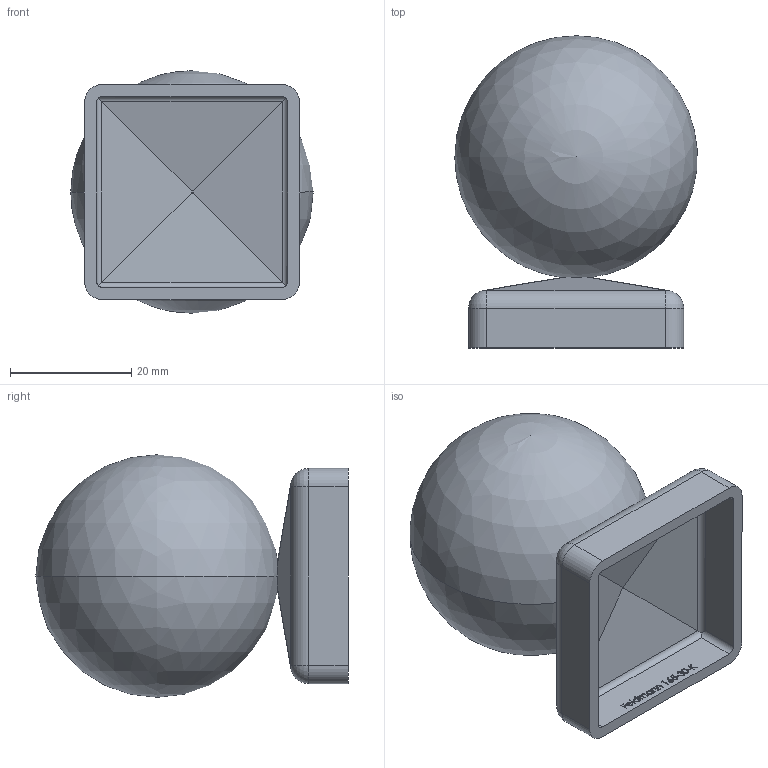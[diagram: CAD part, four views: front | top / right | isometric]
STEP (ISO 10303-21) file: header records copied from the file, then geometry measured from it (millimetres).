
FILE_DESCRIPTION (( 'STEP AP203' ), '1' );
FILE_NAME ('165-30-K.step', '2019-09-04T06:22:04', ( '' ), ( '' ), 'SwSTEP 2.0', 'SolidWorks 2015', '' );
FILE_SCHEMA (( 'CONFIG_CONTROL_DESIGN' ));
Length unit declared in the file: millimetre
Products named in the file (1): 165-30-K
Bounding box: 39.96 x 51.5 x 40 mm (x, y, z)
Volume: 15315.1 mm3; surface area: 13372.4 mm2
Topology: 1 solids, 2 shells, 249 faces, 657 edges, 430 vertices
Faces by surface type: plane 129, bspline 88, cylinder 24, sphere 8
Entity records: 12226 total; most frequent: CARTESIAN_POINT 6685, ORIENTED_EDGE 1294, DIRECTION 809, EDGE_CURVE 647, VERTEX_POINT 424, LINE 417, VECTOR 417, EDGE_LOOP 271
